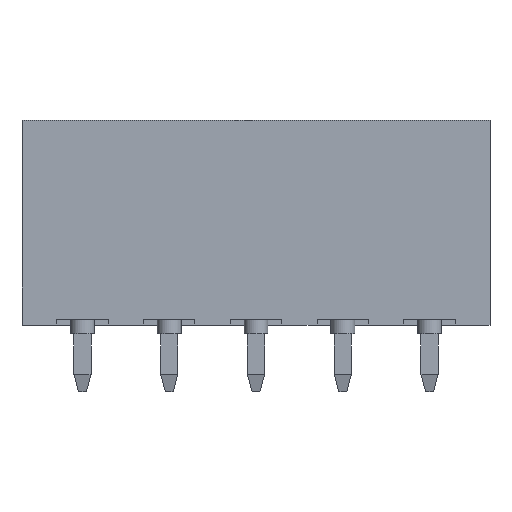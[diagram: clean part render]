
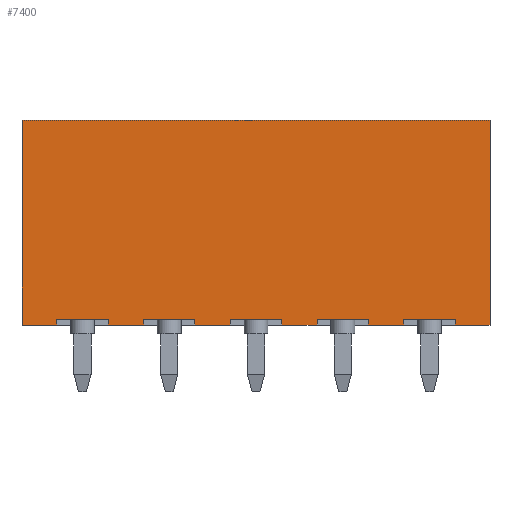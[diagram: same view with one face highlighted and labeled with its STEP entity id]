
A CAD part, front view. The second image highlights one B-rep face of the part: STEP entity #7400.
In plain terms, the highlighted planar face has unit normal (0, -1, 0).
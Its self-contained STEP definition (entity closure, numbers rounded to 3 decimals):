
#3967=CARTESIAN_POINT('',(-13.7,-3.835,12.));
#3968=VERTEX_POINT('',#3967);
#3969=CARTESIAN_POINT('',(13.7,-3.835,12.));
#3970=VERTEX_POINT('',#3969);
#3971=CARTESIAN_POINT('',(-13.7,-3.835,12.));
#3972=DIRECTION('',(1.0,0.0,0.0));
#3973=VECTOR('',#3972,27.4);
#3974=LINE('',#3971,#3973);
#3975=EDGE_CURVE('',#3968,#3970,#3974,.T.);
#5003=CARTESIAN_POINT('',(-11.66,-3.835,0.35));
#5004=VERTEX_POINT('',#5003);
#5011=CARTESIAN_POINT('',(-11.66,-3.835,0.0));
#5012=VERTEX_POINT('',#5011);
#5013=CARTESIAN_POINT('',(-11.66,-3.835,0.35));
#5014=DIRECTION('',(0.0,0.0,-1.0));
#5015=VECTOR('',#5014,0.35);
#5016=LINE('',#5013,#5015);
#5017=EDGE_CURVE('',#5004,#5012,#5016,.T.);
#5033=CARTESIAN_POINT('',(3.58,-3.835,0.35));
#5034=VERTEX_POINT('',#5033);
#5043=CARTESIAN_POINT('',(3.58,-3.835,0.0));
#5044=VERTEX_POINT('',#5043);
#5045=CARTESIAN_POINT('',(3.58,-3.835,0.35));
#5046=DIRECTION('',(0.0,0.0,-1.0));
#5047=VECTOR('',#5046,0.35);
#5048=LINE('',#5045,#5047);
#5049=EDGE_CURVE('',#5034,#5044,#5048,.T.);
#5073=CARTESIAN_POINT('',(8.66,-3.835,0.35));
#5074=VERTEX_POINT('',#5073);
#5083=CARTESIAN_POINT('',(8.66,-3.835,0.0));
#5084=VERTEX_POINT('',#5083);
#5085=CARTESIAN_POINT('',(8.66,-3.835,0.35));
#5086=DIRECTION('',(0.0,0.0,-1.0));
#5087=VECTOR('',#5086,0.35);
#5088=LINE('',#5085,#5087);
#5089=EDGE_CURVE('',#5074,#5084,#5088,.T.);
#6195=CARTESIAN_POINT('',(13.7,-3.835,0.0));
#6196=VERTEX_POINT('',#6195);
#6197=CARTESIAN_POINT('',(13.7,-3.835,0.0));
#6198=DIRECTION('',(0.0,0.0,1.0));
#6199=VECTOR('',#6198,12.);
#6200=LINE('',#6197,#6199);
#6201=EDGE_CURVE('',#6196,#3970,#6200,.T.);
#6264=CARTESIAN_POINT('',(11.66,-3.835,0.35));
#6265=VERTEX_POINT('',#6264);
#6272=CARTESIAN_POINT('',(8.66,-3.835,0.35));
#6273=DIRECTION('',(1.0,0.0,0.0));
#6274=VECTOR('',#6273,3.0);
#6275=LINE('',#6272,#6274);
#6276=EDGE_CURVE('',#5074,#6265,#6275,.T.);
#6298=CARTESIAN_POINT('',(11.66,-3.835,0.0));
#6299=VERTEX_POINT('',#6298);
#6306=CARTESIAN_POINT('',(11.66,-3.835,0.35));
#6307=DIRECTION('',(0.0,0.0,-1.0));
#6308=VECTOR('',#6307,0.35);
#6309=LINE('',#6306,#6308);
#6310=EDGE_CURVE('',#6265,#6299,#6309,.T.);
#6340=CARTESIAN_POINT('',(6.58,-3.835,0.0));
#6341=VERTEX_POINT('',#6340);
#6348=CARTESIAN_POINT('',(6.58,-3.835,0.35));
#6349=VERTEX_POINT('',#6348);
#6350=CARTESIAN_POINT('',(6.58,-3.835,0.35));
#6351=DIRECTION('',(0.0,0.0,-1.0));
#6352=VECTOR('',#6351,0.35);
#6353=LINE('',#6350,#6352);
#6354=EDGE_CURVE('',#6349,#6341,#6353,.T.);
#6440=CARTESIAN_POINT('',(1.5,-3.835,0.0));
#6441=VERTEX_POINT('',#6440);
#6448=CARTESIAN_POINT('',(1.5,-3.835,0.35));
#6449=VERTEX_POINT('',#6448);
#6450=CARTESIAN_POINT('',(1.5,-3.835,0.35));
#6451=DIRECTION('',(0.0,0.0,-1.0));
#6452=VECTOR('',#6451,0.35);
#6453=LINE('',#6450,#6452);
#6454=EDGE_CURVE('',#6449,#6441,#6453,.T.);
#6473=CARTESIAN_POINT('',(-1.5,-3.835,0.35));
#6474=VERTEX_POINT('',#6473);
#6475=CARTESIAN_POINT('',(1.5,-3.835,0.35));
#6476=DIRECTION('',(-1.0,0.0,0.0));
#6477=VECTOR('',#6476,3.0);
#6478=LINE('',#6475,#6477);
#6479=EDGE_CURVE('',#6449,#6474,#6478,.T.);
#6499=CARTESIAN_POINT('',(-1.5,-3.835,0.0));
#6500=VERTEX_POINT('',#6499);
#6501=CARTESIAN_POINT('',(-1.5,-3.835,0.35));
#6502=DIRECTION('',(0.0,0.0,-1.0));
#6503=VECTOR('',#6502,0.35);
#6504=LINE('',#6501,#6503);
#6505=EDGE_CURVE('',#6474,#6500,#6504,.T.);
#6524=CARTESIAN_POINT('',(-3.58,-3.835,0.0));
#6525=VERTEX_POINT('',#6524);
#6532=CARTESIAN_POINT('',(-3.58,-3.835,0.35));
#6533=VERTEX_POINT('',#6532);
#6534=CARTESIAN_POINT('',(-3.58,-3.835,0.35));
#6535=DIRECTION('',(0.0,0.0,-1.0));
#6536=VECTOR('',#6535,0.35);
#6537=LINE('',#6534,#6536);
#6538=EDGE_CURVE('',#6533,#6525,#6537,.T.);
#6562=CARTESIAN_POINT('',(-6.58,-3.835,0.35));
#6563=VERTEX_POINT('',#6562);
#6564=CARTESIAN_POINT('',(-3.58,-3.835,0.35));
#6565=DIRECTION('',(-1.0,0.0,0.0));
#6566=VECTOR('',#6565,3.0);
#6567=LINE('',#6564,#6566);
#6568=EDGE_CURVE('',#6533,#6563,#6567,.T.);
#6622=CARTESIAN_POINT('',(-8.66,-3.835,0.0));
#6623=VERTEX_POINT('',#6622);
#6630=CARTESIAN_POINT('',(-8.66,-3.835,0.35));
#6631=VERTEX_POINT('',#6630);
#6632=CARTESIAN_POINT('',(-8.66,-3.835,0.35));
#6633=DIRECTION('',(0.0,0.0,-1.0));
#6634=VECTOR('',#6633,0.35);
#6635=LINE('',#6632,#6634);
#6636=EDGE_CURVE('',#6631,#6623,#6635,.T.);
#6684=CARTESIAN_POINT('',(6.58,-3.835,0.0));
#6685=DIRECTION('',(1.0,0.0,0.0));
#6686=VECTOR('',#6685,2.08);
#6687=LINE('',#6684,#6686);
#6688=EDGE_CURVE('',#6341,#5084,#6687,.T.);
#6693=CARTESIAN_POINT('',(1.5,-3.835,0.0));
#6694=DIRECTION('',(1.0,0.0,0.0));
#6695=VECTOR('',#6694,2.08);
#6696=LINE('',#6693,#6695);
#6697=EDGE_CURVE('',#6441,#5044,#6696,.T.);
#6702=CARTESIAN_POINT('',(-3.58,-3.835,0.0));
#6703=DIRECTION('',(1.0,0.0,0.0));
#6704=VECTOR('',#6703,2.08);
#6705=LINE('',#6702,#6704);
#6706=EDGE_CURVE('',#6525,#6500,#6705,.T.);
#6710=CARTESIAN_POINT('',(-6.58,-3.835,0.0));
#6711=VERTEX_POINT('',#6710);
#6718=CARTESIAN_POINT('',(-8.66,-3.835,0.0));
#6719=DIRECTION('',(1.0,0.0,0.0));
#6720=VECTOR('',#6719,2.08);
#6721=LINE('',#6718,#6720);
#6722=EDGE_CURVE('',#6623,#6711,#6721,.T.);
#6727=CARTESIAN_POINT('',(-13.7,-3.835,0.0));
#6728=VERTEX_POINT('',#6727);
#6729=CARTESIAN_POINT('',(-13.7,-3.835,0.0));
#6730=DIRECTION('',(1.0,0.0,0.0));
#6731=VECTOR('',#6730,2.04);
#6732=LINE('',#6729,#6731);
#6733=EDGE_CURVE('',#6728,#5012,#6732,.T.);
#6750=CARTESIAN_POINT('',(13.7,-3.835,0.0));
#6751=DIRECTION('',(-1.0,0.0,0.0));
#6752=VECTOR('',#6751,2.04);
#6753=LINE('',#6750,#6752);
#6754=EDGE_CURVE('',#6196,#6299,#6753,.T.);
#6876=CARTESIAN_POINT('',(-13.7,-3.835,0.0));
#6877=DIRECTION('',(0.0,0.0,1.0));
#6878=VECTOR('',#6877,12.);
#6879=LINE('',#6876,#6878);
#6880=EDGE_CURVE('',#6728,#3968,#6879,.T.);
#7348=CARTESIAN_POINT('',(-6.58,-3.835,0.35));
#7349=DIRECTION('',(0.0,0.0,-1.0));
#7350=VECTOR('',#7349,0.35);
#7351=LINE('',#7348,#7350);
#7352=EDGE_CURVE('',#6563,#6711,#7351,.T.);
#7359=CARTESIAN_POINT('',(-15.07,-3.835,12.6));
#7360=DIRECTION('',(0.0,-1.0,0.0));
#7361=DIRECTION('',(1.0,0.0,0.0));
#7362=AXIS2_PLACEMENT_3D('',#7359,#7360,#7361);
#7363=PLANE('',#7362);
#7364=ORIENTED_EDGE('',*,*,#6479,.F.);
#7365=ORIENTED_EDGE('',*,*,#6454,.T.);
#7366=ORIENTED_EDGE('',*,*,#6697,.T.);
#7367=ORIENTED_EDGE('',*,*,#5049,.F.);
#7368=CARTESIAN_POINT('',(6.58,-3.835,0.35));
#7369=DIRECTION('',(-1.0,0.0,0.0));
#7370=VECTOR('',#7369,3.);
#7371=LINE('',#7368,#7370);
#7372=EDGE_CURVE('',#6349,#5034,#7371,.T.);
#7373=ORIENTED_EDGE('',*,*,#7372,.F.);
#7374=ORIENTED_EDGE('',*,*,#6354,.T.);
#7375=ORIENTED_EDGE('',*,*,#6688,.T.);
#7376=ORIENTED_EDGE('',*,*,#5089,.F.);
#7377=ORIENTED_EDGE('',*,*,#6276,.T.);
#7378=ORIENTED_EDGE('',*,*,#6310,.T.);
#7379=ORIENTED_EDGE('',*,*,#6754,.F.);
#7380=ORIENTED_EDGE('',*,*,#6201,.T.);
#7381=ORIENTED_EDGE('',*,*,#3975,.F.);
#7382=ORIENTED_EDGE('',*,*,#6880,.F.);
#7383=ORIENTED_EDGE('',*,*,#6733,.T.);
#7384=ORIENTED_EDGE('',*,*,#5017,.F.);
#7385=CARTESIAN_POINT('',(-8.66,-3.835,0.35));
#7386=DIRECTION('',(-1.0,0.0,0.0));
#7387=VECTOR('',#7386,3.0);
#7388=LINE('',#7385,#7387);
#7389=EDGE_CURVE('',#6631,#5004,#7388,.T.);
#7390=ORIENTED_EDGE('',*,*,#7389,.F.);
#7391=ORIENTED_EDGE('',*,*,#6636,.T.);
#7392=ORIENTED_EDGE('',*,*,#6722,.T.);
#7393=ORIENTED_EDGE('',*,*,#7352,.F.);
#7394=ORIENTED_EDGE('',*,*,#6568,.F.);
#7395=ORIENTED_EDGE('',*,*,#6538,.T.);
#7396=ORIENTED_EDGE('',*,*,#6706,.T.);
#7397=ORIENTED_EDGE('',*,*,#6505,.F.);
#7398=EDGE_LOOP('',(#7364,#7365,#7366,#7367,#7373,#7374,#7375,#7376,#7377,#7378,#7379,#7380,#7381,#7382,#7383,#7384,#7390,#7391,#7392,#7393,#7394,#7395,#7396,#7397));
#7399=FACE_OUTER_BOUND('',#7398,.T.);
#7400=ADVANCED_FACE('',(#7399),#7363,.T.);
